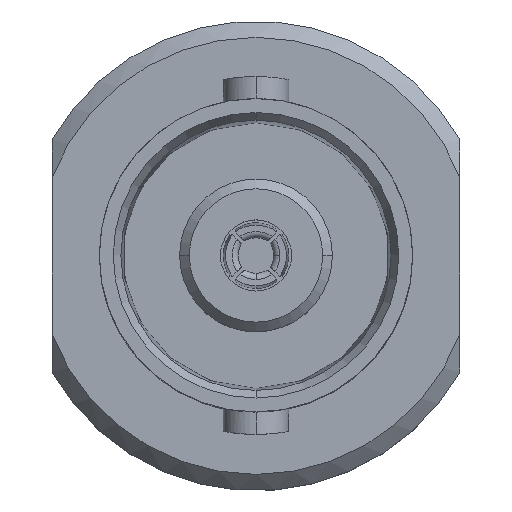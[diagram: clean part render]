
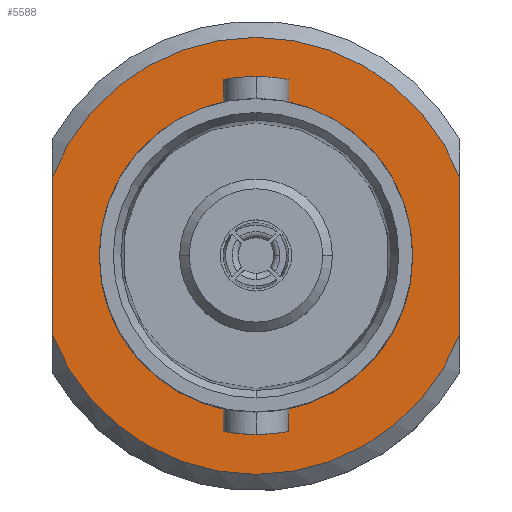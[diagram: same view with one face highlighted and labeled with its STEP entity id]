
A CAD part, top view. The second image highlights one B-rep face of the part: STEP entity #5588.
In plain terms, the highlighted planar face has unit normal (0, 0, 1).
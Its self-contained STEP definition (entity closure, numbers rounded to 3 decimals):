
#74 = VERTEX_POINT ( 'NONE', #5018 ) ;
#115 = CARTESIAN_POINT ( 'NONE',  ( -6.3, -2.423, -11.3 ) ) ;
#149 = DIRECTION ( 'NONE',  ( 0., 0., 1. ) ) ;
#176 = DIRECTION ( 'NONE',  ( 1., 0., 0. ) ) ;
#267 = VERTEX_POINT ( 'NONE', #6230 ) ;
#394 = FACE_OUTER_BOUND ( 'NONE', #5495, .T. ) ;
#512 = CARTESIAN_POINT ( 'NONE',  ( -4.84, 0., -11.3 ) ) ;
#531 = VERTEX_POINT ( 'NONE', #3009 ) ;
#564 = CARTESIAN_POINT ( 'NONE',  ( 6.3, 3.588, -11.3 ) ) ;
#658 = EDGE_CURVE ( 'NONE', #4732, #3538, #3413, .T. ) ;
#667 = ORIENTED_EDGE ( 'NONE', *, *, #4979, .T. ) ;
#809 = DIRECTION ( 'NONE',  ( 1., 0., 0. ) ) ;
#965 = LINE ( 'NONE', #5166, #4678 ) ;
#966 = EDGE_CURVE ( 'NONE', #5828, #267, #5531, .T. ) ;
#981 = CARTESIAN_POINT ( 'NONE',  ( 0., 4.84, -11.3 ) ) ;
#1041 = EDGE_CURVE ( 'NONE', #5828, #74, #965, .T. ) ;
#1141 = AXIS2_PLACEMENT_3D ( 'NONE', #1367, #1308, #809 ) ;
#1158 = DIRECTION ( 'NONE',  ( 0., 0., 1. ) ) ;
#1243 = CARTESIAN_POINT ( 'NONE',  ( 4.84, 0., -11.3 ) ) ;
#1297 = ORIENTED_EDGE ( 'NONE', *, *, #5179, .T. ) ;
#1308 = DIRECTION ( 'NONE',  ( 0., 0., 1. ) ) ;
#1367 = CARTESIAN_POINT ( 'NONE',  ( 0., 0., -11.3 ) ) ;
#1406 = ORIENTED_EDGE ( 'NONE', *, *, #1041, .F. ) ;
#1592 = DIRECTION ( 'NONE',  ( 0., 1., 0. ) ) ;
#1695 = AXIS2_PLACEMENT_3D ( 'NONE', #5098, #1158, #2096 ) ;
#1910 = FACE_BOUND ( 'NONE', #4055, .T. ) ;
#1980 = DIRECTION ( 'NONE',  ( -1., 0., 0. ) ) ;
#2096 = DIRECTION ( 'NONE',  ( 1., 0., 0. ) ) ;
#2201 = ORIENTED_EDGE ( 'NONE', *, *, #658, .F. ) ;
#2325 = DIRECTION ( 'NONE',  ( 0., 0., 1. ) ) ;
#2645 = DIRECTION ( 'NONE',  ( 0., 1., 0. ) ) ;
#2975 = DIRECTION ( 'NONE',  ( 0., 0., -1. ) ) ;
#3009 = CARTESIAN_POINT ( 'NONE',  ( 6.3, 2.423, -11.3 ) ) ;
#3203 = CARTESIAN_POINT ( 'NONE',  ( 0., 0., -11.3 ) ) ;
#3413 = CIRCLE ( 'NONE', #5090, 4.84 ) ;
#3538 = VERTEX_POINT ( 'NONE', #512 ) ;
#3698 = AXIS2_PLACEMENT_3D ( 'NONE', #981, #2975, #1980 ) ;
#4055 = EDGE_LOOP ( 'NONE', ( #2201, #5388 ) ) ;
#4678 = VECTOR ( 'NONE', #1592, 1000. ) ;
#4732 = VERTEX_POINT ( 'NONE', #1243 ) ;
#4764 = EDGE_CURVE ( 'NONE', #3538, #4732, #5696, .T. ) ;
#4979 = EDGE_CURVE ( 'NONE', #267, #531, #5145, .T. ) ;
#5018 = CARTESIAN_POINT ( 'NONE',  ( -6.3, 2.423, -11.3 ) ) ;
#5090 = AXIS2_PLACEMENT_3D ( 'NONE', #3203, #149, #176 ) ;
#5098 = CARTESIAN_POINT ( 'NONE',  ( 0., 0., -11.3 ) ) ;
#5145 = LINE ( 'NONE', #564, #5300 ) ;
#5166 = CARTESIAN_POINT ( 'NONE',  ( -6.3, 3.588, -11.3 ) ) ;
#5179 = EDGE_CURVE ( 'NONE', #531, #74, #5774, .T. ) ;
#5292 = ORIENTED_EDGE ( 'NONE', *, *, #966, .T. ) ;
#5300 = VECTOR ( 'NONE', #2645, 1000. ) ;
#5388 = ORIENTED_EDGE ( 'NONE', *, *, #4764, .F. ) ;
#5495 = EDGE_LOOP ( 'NONE', ( #667, #1297, #1406, #5292 ) ) ;
#5531 = CIRCLE ( 'NONE', #1695, 6.75 ) ;
#5558 = AXIS2_PLACEMENT_3D ( 'NONE', #6338, #2325, #5806 ) ;
#5588 = ADVANCED_FACE ( 'NONE', ( #1910, #394 ), #5733, .F. ) ;
#5696 = CIRCLE ( 'NONE', #1141, 4.84 ) ;
#5733 = PLANE ( 'NONE',  #3698 ) ;
#5774 = CIRCLE ( 'NONE', #5558, 6.75 ) ;
#5806 = DIRECTION ( 'NONE',  ( 1., 0., 0. ) ) ;
#5828 = VERTEX_POINT ( 'NONE', #115 ) ;
#6230 = CARTESIAN_POINT ( 'NONE',  ( 6.3, -2.423, -11.3 ) ) ;
#6338 = CARTESIAN_POINT ( 'NONE',  ( 0., 0., -11.3 ) ) ;
